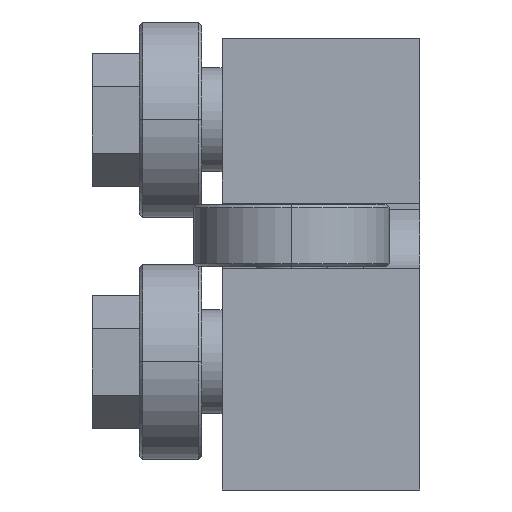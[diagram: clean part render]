
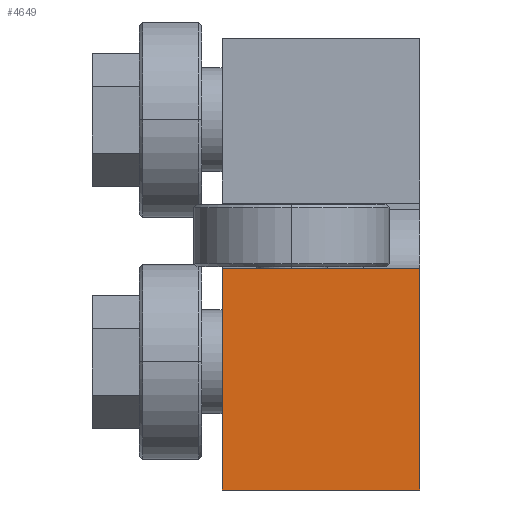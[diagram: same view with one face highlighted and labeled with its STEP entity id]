
A CAD part, left-side view. The second image highlights one B-rep face of the part: STEP entity #4649.
In plain terms, the highlighted planar face has unit normal (-1, 0, 0).
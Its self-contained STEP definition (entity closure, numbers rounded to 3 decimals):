
#27 = DIRECTION ( 'NONE',  ( 0., -1., 0. ) ) ;
#81 = LINE ( 'NONE', #5043, #4484 ) ;
#86 = VERTEX_POINT ( 'NONE', #1555 ) ;
#212 = DIRECTION ( 'NONE',  ( 1., 0., 0. ) ) ;
#442 = FACE_OUTER_BOUND ( 'NONE', #3870, .T. ) ;
#623 = CARTESIAN_POINT ( 'NONE',  ( -107.95, 0., -25.4 ) ) ;
#682 = CARTESIAN_POINT ( 'NONE',  ( -107.95, 22.225, -0.508 ) ) ;
#1021 = VERTEX_POINT ( 'NONE', #623 ) ;
#1555 = CARTESIAN_POINT ( 'NONE',  ( -107.95, 22.225, -0.508 ) ) ;
#1569 = CARTESIAN_POINT ( 'NONE',  ( -107.95, 0., -0.508 ) ) ;
#1664 = LINE ( 'NONE', #682, #3127 ) ;
#2242 = VERTEX_POINT ( 'NONE', #3189 ) ;
#2590 = EDGE_CURVE ( 'NONE', #2242, #1021, #81, .T. ) ;
#2652 = ORIENTED_EDGE ( 'NONE', *, *, #2590, .T. ) ;
#2932 = AXIS2_PLACEMENT_3D ( 'NONE', #7694, #212, #4582 ) ;
#3127 = VECTOR ( 'NONE', #7533, 1000. ) ;
#3189 = CARTESIAN_POINT ( 'NONE',  ( -107.95, 22.225, -25.4 ) ) ;
#3440 = EDGE_CURVE ( 'NONE', #2242, #86, #7236, .T. ) ;
#3504 = LINE ( 'NONE', #6815, #6827 ) ;
#3696 = EDGE_CURVE ( 'NONE', #7887, #86, #1664, .T. ) ;
#3870 = EDGE_LOOP ( 'NONE', ( #7320, #6195, #6755, #2652 ) ) ;
#4152 = EDGE_CURVE ( 'NONE', #1021, #7887, #3504, .T. ) ;
#4484 = VECTOR ( 'NONE', #27, 1000. ) ;
#4582 = DIRECTION ( 'NONE',  ( 0., 0., -1. ) ) ;
#4649 = ADVANCED_FACE ( 'NONE', ( #442 ), #5159, .F. ) ;
#5018 = VECTOR ( 'NONE', #7660, 1000. ) ;
#5043 = CARTESIAN_POINT ( 'NONE',  ( -107.95, 22.225, -25.4 ) ) ;
#5159 = PLANE ( 'NONE',  #2932 ) ;
#5806 = CARTESIAN_POINT ( 'NONE',  ( -107.95, 22.225, -25.4 ) ) ;
#6195 = ORIENTED_EDGE ( 'NONE', *, *, #3696, .T. ) ;
#6755 = ORIENTED_EDGE ( 'NONE', *, *, #3440, .F. ) ;
#6815 = CARTESIAN_POINT ( 'NONE',  ( -107.95, 0., -25.4 ) ) ;
#6827 = VECTOR ( 'NONE', #7402, 1000. ) ;
#7236 = LINE ( 'NONE', #5806, #5018 ) ;
#7320 = ORIENTED_EDGE ( 'NONE', *, *, #4152, .T. ) ;
#7402 = DIRECTION ( 'NONE',  ( 0., 0., 1. ) ) ;
#7533 = DIRECTION ( 'NONE',  ( 0., 1., 0. ) ) ;
#7660 = DIRECTION ( 'NONE',  ( 0., 0., 1. ) ) ;
#7694 = CARTESIAN_POINT ( 'NONE',  ( -107.95, 22.225, -25.4 ) ) ;
#7887 = VERTEX_POINT ( 'NONE', #1569 ) ;
